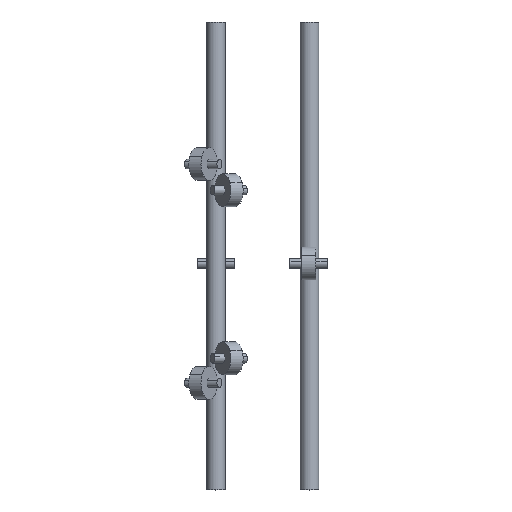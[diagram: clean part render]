
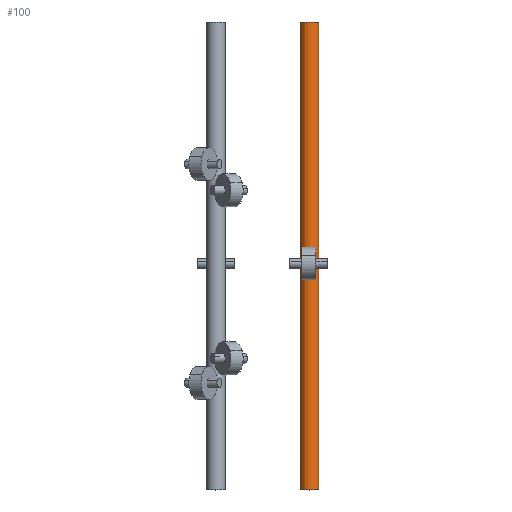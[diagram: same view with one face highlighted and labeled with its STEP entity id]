
A CAD part, top view. The second image highlights one B-rep face of the part: STEP entity #100.
In plain terms, the highlighted cylindrical face has radius 4 mm (diameter 8 mm), a partial arc.
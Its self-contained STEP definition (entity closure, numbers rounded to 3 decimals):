
#61=CARTESIAN_POINT('Axis2P3D Location',(0.,100.,0.)) ;
#66=CARTESIAN_POINT('Line Origine',(-4.,100.,0.)) ;
#70=CARTESIAN_POINT('Vertex',(-4.,0.,0.)) ;
#72=CARTESIAN_POINT('Vertex',(-4.,200.,0.)) ;
#75=CARTESIAN_POINT('Axis2P3D Location',(0.,0.,0.)) ;
#79=CARTESIAN_POINT('Vertex',(4.,0.,0.)) ;
#82=CARTESIAN_POINT('Line Origine',(4.,100.,0.)) ;
#86=CARTESIAN_POINT('Vertex',(4.,200.,0.)) ;
#89=CARTESIAN_POINT('Axis2P3D Location',(0.,200.,0.)) ;
#62=DIRECTION('Axis2P3D Direction',(0.,1.,0.)) ;
#63=DIRECTION('Axis2P3D XDirection',(-1.,0.,0.)) ;
#67=DIRECTION('Vector Direction',(0.,1.,0.)) ;
#76=DIRECTION('Axis2P3D Direction',(0.,1.,0.)) ;
#83=DIRECTION('Vector Direction',(0.,1.,0.)) ;
#90=DIRECTION('Axis2P3D Direction',(0.,1.,0.)) ;
#64=AXIS2_PLACEMENT_3D('Cylinder Axis2P3D',#61,#62,#63) ;
#77=AXIS2_PLACEMENT_3D('Circle Axis2P3D',#75,#76,$) ;
#91=AXIS2_PLACEMENT_3D('Circle Axis2P3D',#89,#90,$) ;
#95=ORIENTED_EDGE('',*,*,#74,.F.) ;
#96=ORIENTED_EDGE('',*,*,#81,.T.) ;
#97=ORIENTED_EDGE('',*,*,#88,.T.) ;
#98=ORIENTED_EDGE('',*,*,#93,.F.) ;
#68=VECTOR('Line Direction',#67,1.) ;
#84=VECTOR('Line Direction',#83,1.) ;
#100=ADVANCED_FACE('',(#99),#65,.T.) ;
#78=CIRCLE('generated circle',#77,4.) ;
#92=CIRCLE('generated circle',#91,4.) ;
#65=CYLINDRICAL_SURFACE('generated cylinder',#64,4.) ;
#74=EDGE_CURVE('',#71,#73,#69,.T.) ;
#81=EDGE_CURVE('',#71,#80,#78,.T.) ;
#88=EDGE_CURVE('',#80,#87,#85,.T.) ;
#93=EDGE_CURVE('',#73,#87,#92,.T.) ;
#94=EDGE_LOOP('',(#95,#96,#97,#98)) ;
#99=FACE_OUTER_BOUND('',#94,.T.) ;
#69=LINE('Line',#66,#68) ;
#85=LINE('Line',#82,#84) ;
#71=VERTEX_POINT('',#70) ;
#73=VERTEX_POINT('',#72) ;
#80=VERTEX_POINT('',#79) ;
#87=VERTEX_POINT('',#86) ;
